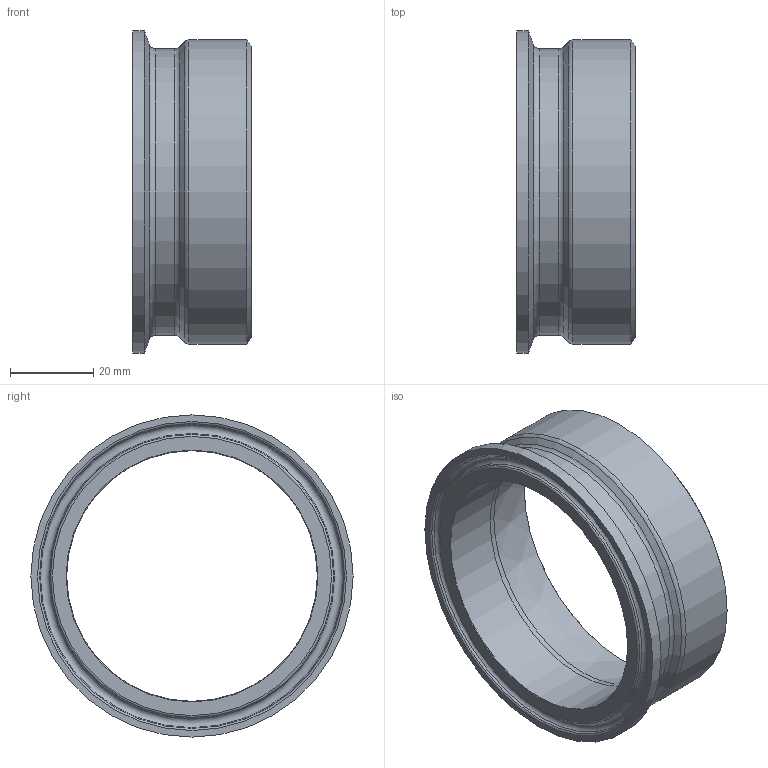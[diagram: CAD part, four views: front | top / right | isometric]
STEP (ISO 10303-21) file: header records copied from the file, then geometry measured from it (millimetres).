
FILE_DESCRIPTION(/* description */ (''),/* implementation_level */ '2;1');
FILE_NAME(/* name */ '19MPX-2.5.stp',/* time_stamp */ '2024-03-26T11:29:12-04:00',/* author */ ('brad'),/* organization */ (''),/* preprocessor_version */ 'ST-DEVELOPER v20',/* originating_system */ 'Autodesk Inventor 2024',/* authorisation */ '');
FILE_SCHEMA (('AUTOMOTIVE_DESIGN { 1 0 10303 214 3 1 1 }'));
Length unit declared in the file: inch
Products named in the file (1): 19MPX-2.5
Bounding box: 28.57 x 77.39 x 77.39 mm (x, y, z)
Volume: 30715.5 mm3; surface area: 15611.6 mm2
Topology: 1 solids, 1 shells, 22 faces, 55 edges, 36 vertices
Faces by surface type: torus 9, cone 6, cylinder 4, plane 3
Full cylindrical faces by diameter (mm): 60.198 x1, 68.783 x1, 73.025 x1, 77.394 x1
Entity records: 737 total; most frequent: DIRECTION 146, CARTESIAN_POINT 114, ORIENTED_EDGE 110, AXIS2_PLACEMENT_3D 68, EDGE_CURVE 55, CIRCLE 45, VERTEX_POINT 36, EDGE_LOOP 25
